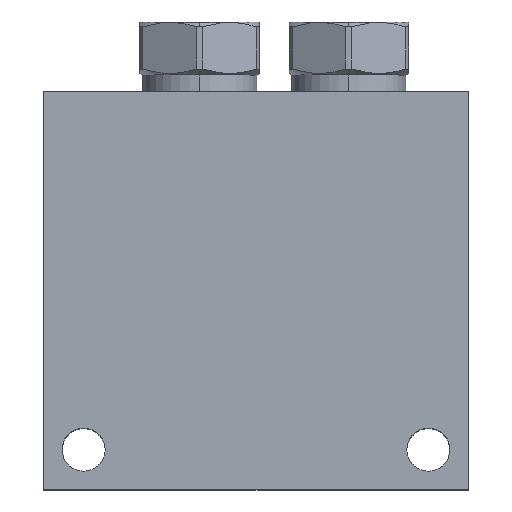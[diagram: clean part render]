
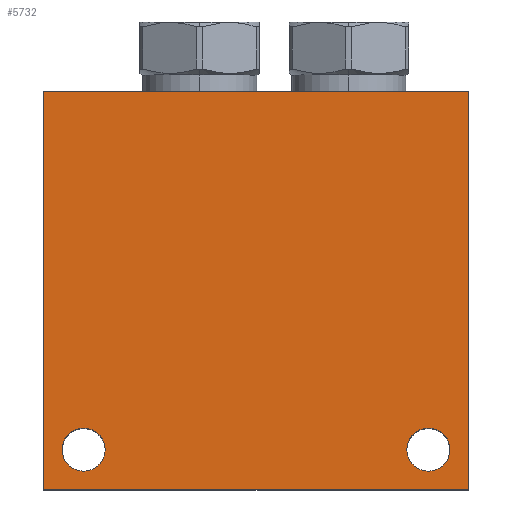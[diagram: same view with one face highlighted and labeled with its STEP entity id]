
A CAD part, top view. The second image highlights one B-rep face of the part: STEP entity #5732.
In plain terms, the highlighted planar face has unit normal (0, 0, 1).
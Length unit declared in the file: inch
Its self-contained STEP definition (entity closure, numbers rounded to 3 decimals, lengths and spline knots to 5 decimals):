
#183=DIRECTION('',(0.,-1.,0.));
#184=VECTOR('',#183,3.75);
#185=CARTESIAN_POINT('',(0.,0.,3.));
#186=LINE('',#185,#184);
#187=DIRECTION('',(-1.,0.,0.));
#188=VECTOR('',#187,4.);
#189=CARTESIAN_POINT('',(4.,0.,3.));
#190=LINE('',#189,#188);
#191=DIRECTION('',(0.,1.,0.));
#192=VECTOR('',#191,3.75);
#193=CARTESIAN_POINT('',(4.,-3.75,3.));
#194=LINE('',#193,#192);
#195=DIRECTION('',(1.,0.,0.));
#196=VECTOR('',#195,4.);
#197=CARTESIAN_POINT('',(0.,-3.75,3.));
#198=LINE('',#197,#196);
#199=CARTESIAN_POINT('',(0.375,-3.375,3.));
#200=DIRECTION('',(0.,0.,-1.));
#201=DIRECTION('',(-1.,0.,0.));
#202=AXIS2_PLACEMENT_3D('',#199,#200,#201);
#204=CARTESIAN_POINT('',(0.375,-3.375,3.));
#205=DIRECTION('',(0.,0.,-1.));
#206=DIRECTION('',(1.,0.,0.));
#207=AXIS2_PLACEMENT_3D('',#204,#205,#206);
#209=CARTESIAN_POINT('',(3.625,-3.375,3.));
#210=DIRECTION('',(0.,0.,-1.));
#211=DIRECTION('',(-1.,0.,0.));
#212=AXIS2_PLACEMENT_3D('',#209,#210,#211);
#214=CARTESIAN_POINT('',(3.625,-3.375,3.));
#215=DIRECTION('',(0.,0.,-1.));
#216=DIRECTION('',(1.,0.,0.));
#217=AXIS2_PLACEMENT_3D('',#214,#215,#216);
#4882=CARTESIAN_POINT('',(0.,0.,3.));
#4883=CARTESIAN_POINT('',(0.,-3.75,3.));
#4884=VERTEX_POINT('',#4882);
#4885=VERTEX_POINT('',#4883);
#4886=CARTESIAN_POINT('',(4.,-3.75,3.));
#4887=VERTEX_POINT('',#4886);
#4888=CARTESIAN_POINT('',(4.,0.,3.));
#4889=VERTEX_POINT('',#4888);
#4890=CARTESIAN_POINT('',(0.172,-3.375,3.));
#4891=CARTESIAN_POINT('',(0.578,-3.375,3.));
#4892=VERTEX_POINT('',#4890);
#4893=VERTEX_POINT('',#4891);
#4894=CARTESIAN_POINT('',(3.422,-3.375,3.));
#4895=CARTESIAN_POINT('',(3.828,-3.375,3.));
#4896=VERTEX_POINT('',#4894);
#4897=VERTEX_POINT('',#4895);
#5709=CARTESIAN_POINT('',(0.,0.,3.));
#5710=DIRECTION('',(0.,0.,1.));
#5711=DIRECTION('',(1.,0.,0.));
#5712=AXIS2_PLACEMENT_3D('',#5709,#5710,#5711);
#5713=PLANE('',#5712);
#5714=ORIENTED_EDGE('',*,*,#5589,.F.);
#5715=ORIENTED_EDGE('',*,*,#5628,.F.);
#5716=ORIENTED_EDGE('',*,*,#5666,.F.);
#5717=ORIENTED_EDGE('',*,*,#5697,.F.);
#5718=EDGE_LOOP('',(#5714,#5715,#5716,#5717));
#5719=FACE_OUTER_BOUND('',#5718,.F.);
#5721=ORIENTED_EDGE('',*,*,#5720,.F.);
#5723=ORIENTED_EDGE('',*,*,#5722,.F.);
#5724=EDGE_LOOP('',(#5721,#5723));
#5725=FACE_BOUND('',#5724,.F.);
#5727=ORIENTED_EDGE('',*,*,#5726,.F.);
#5729=ORIENTED_EDGE('',*,*,#5728,.F.);
#5730=EDGE_LOOP('',(#5727,#5729));
#5731=FACE_BOUND('',#5730,.F.);
#5732=ADVANCED_FACE('',(#5719,#5725,#5731),#5713,.T.);
#203=CIRCLE('',#202,0.203);
#208=CIRCLE('',#207,0.203);
#213=CIRCLE('',#212,0.203);
#218=CIRCLE('',#217,0.203);
#5589=EDGE_CURVE('',#4884,#4885,#186,.T.);
#5628=EDGE_CURVE('',#4889,#4884,#190,.T.);
#5666=EDGE_CURVE('',#4887,#4889,#194,.T.);
#5697=EDGE_CURVE('',#4885,#4887,#198,.T.);
#5720=EDGE_CURVE('',#4892,#4893,#203,.T.);
#5722=EDGE_CURVE('',#4893,#4892,#208,.T.);
#5726=EDGE_CURVE('',#4896,#4897,#213,.T.);
#5728=EDGE_CURVE('',#4897,#4896,#218,.T.);
